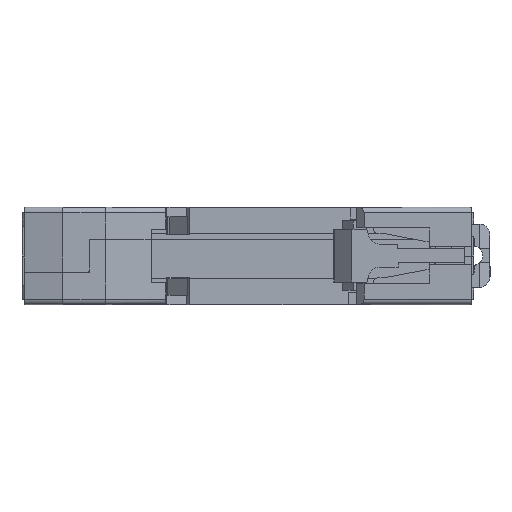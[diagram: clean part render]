
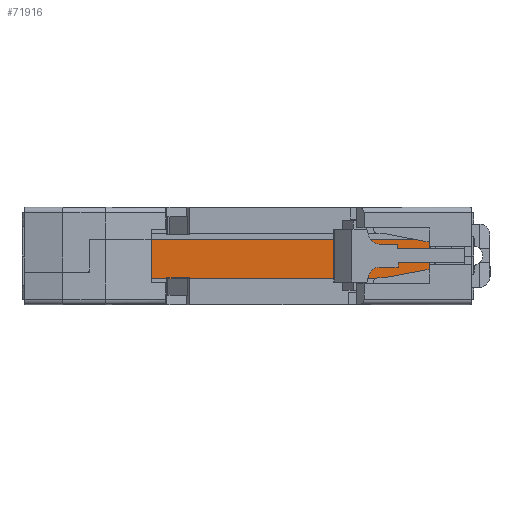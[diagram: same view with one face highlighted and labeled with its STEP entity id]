
A CAD part, front view. The second image highlights one B-rep face of the part: STEP entity #71916.
In plain terms, the highlighted planar face has unit normal (0, -1, 0).
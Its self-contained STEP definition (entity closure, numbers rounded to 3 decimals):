
#9531 = CARTESIAN_POINT ( 'NONE',  ( 32.82, 5.546, -12.885 ) ) ;
#9537 = CARTESIAN_POINT ( 'NONE',  ( -10.5, 5.546, -12.885 ) ) ;
#9561 = CARTESIAN_POINT ( 'NONE',  ( -14.562, 5.546, -12.885 ) ) ;
#9567 = CARTESIAN_POINT ( 'NONE',  ( -17.415, 5.546, -12.885 ) ) ;
#9571 = CARTESIAN_POINT ( 'NONE',  ( -17.415, 5.546, -5.8 ) ) ;
#9965 = CARTESIAN_POINT ( 'NONE',  ( 32.758, 5.546, -5.8 ) ) ;
#13913 = VECTOR ( 'NONE', #19566, 1000. ) ;
#19564 = LINE ( 'NONE', #19565, #13913 ) ;
#19565 = CARTESIAN_POINT ( 'NONE',  ( 0.035, 5.546, -12.885 ) ) ;
#19566 = DIRECTION ( 'NONE',  ( 1., 0., 0. ) ) ;
#19689 = LINE ( 'NONE', #19690, #20042 ) ;
#19690 = CARTESIAN_POINT ( 'NONE',  ( 0.035, 5.546, -12.885 ) ) ;
#19691 = DIRECTION ( 'NONE',  ( 1., 0., 0. ) ) ;
#19700 = LINE ( 'NONE', #19701, #20045 ) ;
#19701 = CARTESIAN_POINT ( 'NONE',  ( -17.415, 5.546, -34.482 ) ) ;
#19702 = DIRECTION ( 'NONE',  ( 0., 0., 1. ) ) ;
#20042 = VECTOR ( 'NONE', #19691, 1000. ) ;
#20045 = VECTOR ( 'NONE', #19702, 1000. ) ;
#39930 = LINE ( 'NONE', #43501, #41422 ) ;
#41422 = VECTOR ( 'NONE', #43503, 1000. ) ;
#41428 = VECTOR ( 'NONE', #43540, 1000. ) ;
#41430 = VECTOR ( 'NONE', #43533, 1000. ) ;
#42261 = AXIS2_PLACEMENT_3D ( 'NONE', #46512, #46523, #46525 ) ;
#43501 = CARTESIAN_POINT ( 'NONE',  ( 32.758, 5.546, -5.8 ) ) ;
#43503 = DIRECTION ( 'NONE',  ( 0.009, 0., -1. ) ) ;
#43528 = LINE ( 'NONE', #43531, #41430 ) ;
#43531 = CARTESIAN_POINT ( 'NONE',  ( -99.27, 5.546, -5.8 ) ) ;
#43533 = DIRECTION ( 'NONE',  ( 1., 0., 0. ) ) ;
#43535 = LINE ( 'NONE', #43538, #41428 ) ;
#43538 = CARTESIAN_POINT ( 'NONE',  ( -99.27, 5.546, -12.885 ) ) ;
#43540 = DIRECTION ( 'NONE',  ( -1., 0., 0. ) ) ;
#46508 = PLANE ( 'NONE',  #42261 ) ;
#46512 = CARTESIAN_POINT ( 'NONE',  ( -99.27, 5.546, -34.482 ) ) ;
#46519 = FACE_OUTER_BOUND ( 'NONE', #52182, .T. ) ;
#46523 = DIRECTION ( 'NONE',  ( 0., 1., 0. ) ) ;
#46525 = DIRECTION ( 'NONE',  ( 0., 0., 1. ) ) ;
#52182 = EDGE_LOOP ( 'NONE', ( #74199, #74200, #74202, #74205, #74208, #74210 ) ) ;
#59492 = VERTEX_POINT ( 'NONE', #9531 ) ;
#59495 = VERTEX_POINT ( 'NONE', #9537 ) ;
#59507 = VERTEX_POINT ( 'NONE', #9561 ) ;
#59510 = VERTEX_POINT ( 'NONE', #9567 ) ;
#59512 = VERTEX_POINT ( 'NONE', #9571 ) ;
#59722 = VERTEX_POINT ( 'NONE', #9965 ) ;
#63185 = EDGE_CURVE ( 'NONE', #59495, #59492, #19564, .T. ) ;
#63252 = EDGE_CURVE ( 'NONE', #59510, #59507, #19689, .T. ) ;
#63259 = EDGE_CURVE ( 'NONE', #59510, #59512, #19700, .T. ) ;
#71543 = EDGE_CURVE ( 'NONE', #59722, #59492, #39930, .T. ) ;
#71547 = EDGE_CURVE ( 'NONE', #59512, #59722, #43528, .T. ) ;
#71548 = EDGE_CURVE ( 'NONE', #59495, #59507, #43535, .T. ) ;
#71916 = ADVANCED_FACE ( 'NONE', ( #46519 ), #46508, .F. ) ;
#74199 = ORIENTED_EDGE ( 'NONE', *, *, #71547, .F. ) ;
#74200 = ORIENTED_EDGE ( 'NONE', *, *, #63259, .F. ) ;
#74202 = ORIENTED_EDGE ( 'NONE', *, *, #63252, .T. ) ;
#74205 = ORIENTED_EDGE ( 'NONE', *, *, #71548, .F. ) ;
#74208 = ORIENTED_EDGE ( 'NONE', *, *, #63185, .T. ) ;
#74210 = ORIENTED_EDGE ( 'NONE', *, *, #71543, .F. ) ;
